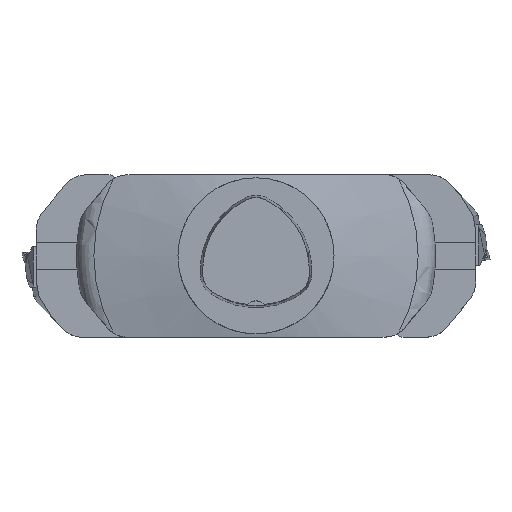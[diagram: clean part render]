
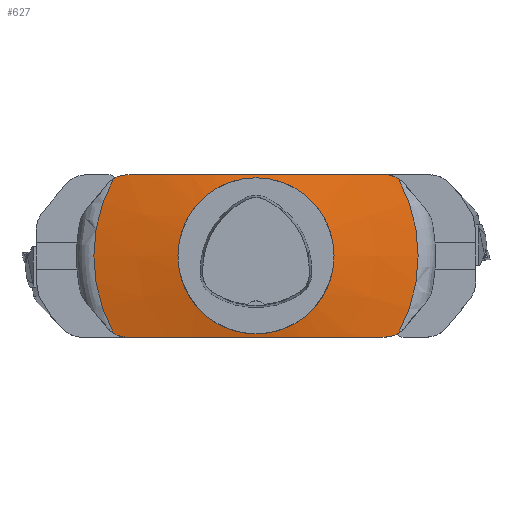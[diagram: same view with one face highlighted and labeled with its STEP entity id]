
A CAD part, top view. The second image highlights one B-rep face of the part: STEP entity #627.
In plain terms, the highlighted conical face has half-angle 78 degrees and reference radius 50 mm.
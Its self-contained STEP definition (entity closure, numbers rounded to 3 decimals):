
#454=CONICAL_SURFACE('',#3495,50.,78.);
#473=FACE_BOUND('',#1025,.T.);
#474=FACE_BOUND('',#1026,.T.);
#544=B_SPLINE_CURVE_WITH_KNOTS('',3,(#4820,#4821,#4822,#4823),
 .UNSPECIFIED.,.F.,.F.,(4,4),(0.,1.),.UNSPECIFIED.);
#547=B_SPLINE_CURVE_WITH_KNOTS('',3,(#4837,#4838,#4839,#4840),
 .UNSPECIFIED.,.F.,.F.,(4,4),(0.,1.),.UNSPECIFIED.);
#548=B_SPLINE_CURVE_WITH_KNOTS('',3,(#4846,#4847,#4848,#4849,#4850,#4851,
#4852,#4853,#4854,#4855,#4856,#4857),.UNSPECIFIED.,.F.,.F.,(4,2,2,2,2,4),
(0.,0.25,0.375,0.5,0.75,1.),.UNSPECIFIED.);
#549=B_SPLINE_CURVE_WITH_KNOTS('',3,(#4859,#4860,#4861,#4862),
 .UNSPECIFIED.,.F.,.F.,(4,4),(0.,1.),.UNSPECIFIED.);
#552=B_SPLINE_CURVE_WITH_KNOTS('',3,(#4876,#4877,#4878,#4879),
 .UNSPECIFIED.,.F.,.F.,(4,4),(0.,1.),.UNSPECIFIED.);
#553=B_SPLINE_CURVE_WITH_KNOTS('',3,(#4883,#4884,#4885,#4886,#4887,#4888,
#4889,#4890,#4891,#4892,#4893,#4894),.UNSPECIFIED.,.F.,.F.,(4,2,2,2,2,4),
(0.,0.25,0.5,0.625,0.75,1.),.UNSPECIFIED.);
#627=ADVANCED_FACE('',(#473,#474),#454,.T.);
#1025=EDGE_LOOP('',(#1483));
#1026=EDGE_LOOP('',(#1484,#1485,#1486,#1487,#1488,#1489,#1490,#1491));
#1205=CIRCLE('',#3485,103.911);
#1206=CIRCLE('',#3490,103.911);
#1207=CIRCLE('',#3494,50.);
#1483=ORIENTED_EDGE('',*,*,#2447,.T.);
#1484=ORIENTED_EDGE('',*,*,#2446,.F.);
#1485=ORIENTED_EDGE('',*,*,#2444,.T.);
#1486=ORIENTED_EDGE('',*,*,#2442,.T.);
#1487=ORIENTED_EDGE('',*,*,#2440,.T.);
#1488=ORIENTED_EDGE('',*,*,#2439,.F.);
#1489=ORIENTED_EDGE('',*,*,#2436,.T.);
#1490=ORIENTED_EDGE('',*,*,#2434,.T.);
#1491=ORIENTED_EDGE('',*,*,#2432,.T.);
#2133=VERTEX_POINT('',#4819);
#2134=VERTEX_POINT('',#4824);
#2135=VERTEX_POINT('',#4831);
#2136=VERTEX_POINT('',#4841);
#2137=VERTEX_POINT('',#4845);
#2138=VERTEX_POINT('',#4863);
#2139=VERTEX_POINT('',#4870);
#2140=VERTEX_POINT('',#4880);
#2141=VERTEX_POINT('',#4897);
#2432=EDGE_CURVE('',#2134,#2133,#544,.T.);
#2434=EDGE_CURVE('',#2135,#2134,#1205,.T.);
#2436=EDGE_CURVE('',#2136,#2135,#547,.T.);
#2439=EDGE_CURVE('',#2136,#2137,#548,.T.);
#2440=EDGE_CURVE('',#2138,#2137,#549,.T.);
#2442=EDGE_CURVE('',#2139,#2138,#1206,.T.);
#2444=EDGE_CURVE('',#2140,#2139,#552,.T.);
#2446=EDGE_CURVE('',#2140,#2133,#553,.T.);
#2447=EDGE_CURVE('',#2141,#2141,#1207,.T.);
#3485=AXIS2_PLACEMENT_3D('',#4830,#3905,#3906);
#3490=AXIS2_PLACEMENT_3D('',#4869,#3917,#3918);
#3494=AXIS2_PLACEMENT_3D('',#4896,#3926,#3927);
#3495=AXIS2_PLACEMENT_3D('',#4898,#3928,#3929);
#3905=DIRECTION('',(0.,0.,1.));
#3906=DIRECTION('',(-1.,0.,0.));
#3917=DIRECTION('',(0.,0.,1.));
#3918=DIRECTION('',(-1.,0.,0.));
#3926=DIRECTION('',(0.,0.,-1.));
#3927=DIRECTION('',(-1.,0.,0.));
#3928=DIRECTION('',(0.,0.,-1.));
#3929=DIRECTION('',(-1.,0.,0.));
#4819=CARTESIAN_POINT('',(-82.689,-52.,-47.135));
#4820=CARTESIAN_POINT('',(-91.409,-49.415,-48.459));
#4821=CARTESIAN_POINT('',(-88.798,-51.112,-48.142));
#4822=CARTESIAN_POINT('',(-85.769,-52.,-47.689));
#4823=CARTESIAN_POINT('',(-82.689,-52.,-47.135));
#4824=CARTESIAN_POINT('',(-91.409,-49.415,-48.459));
#4830=CARTESIAN_POINT('',(0.,0.,-48.459));
#4831=CARTESIAN_POINT('',(-91.409,49.415,-48.459));
#4837=CARTESIAN_POINT('',(-82.689,52.,-47.135));
#4838=CARTESIAN_POINT('',(-85.769,52.,-47.689));
#4839=CARTESIAN_POINT('',(-88.798,51.112,-48.142));
#4840=CARTESIAN_POINT('',(-91.409,49.415,-48.459));
#4841=CARTESIAN_POINT('',(-82.689,52.,-47.135));
#4845=CARTESIAN_POINT('',(82.689,52.,-47.135));
#4846=CARTESIAN_POINT('',(-82.689,52.,-47.135));
#4847=CARTESIAN_POINT('',(-69.012,52.,-44.674));
#4848=CARTESIAN_POINT('',(-55.31,52.,-42.345));
#4849=CARTESIAN_POINT('',(-34.613,52.,-39.6));
#4850=CARTESIAN_POINT('',(-27.689,52.,-38.819));
#4851=CARTESIAN_POINT('',(-13.75,52.,-37.722));
#4852=CARTESIAN_POINT('',(-6.741,52.,-37.419));
#4853=CARTESIAN_POINT('',(14.121,52.,-37.437));
#4854=CARTESIAN_POINT('',(27.902,52.,-38.707));
#4855=CARTESIAN_POINT('',(55.353,52.,-42.354));
#4856=CARTESIAN_POINT('',(69.028,52.,-44.677));
#4857=CARTESIAN_POINT('',(82.689,52.,-47.135));
#4859=CARTESIAN_POINT('',(91.409,49.415,-48.459));
#4860=CARTESIAN_POINT('',(88.798,51.112,-48.142));
#4861=CARTESIAN_POINT('',(85.769,52.,-47.689));
#4862=CARTESIAN_POINT('',(82.689,52.,-47.135));
#4863=CARTESIAN_POINT('',(91.409,49.415,-48.459));
#4869=CARTESIAN_POINT('',(0.,0.,-48.459));
#4870=CARTESIAN_POINT('',(91.409,-49.415,-48.459));
#4876=CARTESIAN_POINT('',(82.689,-52.,-47.135));
#4877=CARTESIAN_POINT('',(85.769,-52.,-47.689));
#4878=CARTESIAN_POINT('',(88.798,-51.112,-48.142));
#4879=CARTESIAN_POINT('',(91.409,-49.415,-48.459));
#4880=CARTESIAN_POINT('',(82.689,-52.,-47.135));
#4883=CARTESIAN_POINT('',(82.689,-52.,-47.135));
#4884=CARTESIAN_POINT('',(69.028,-52.,-44.677));
#4885=CARTESIAN_POINT('',(55.353,-52.,-42.354));
#4886=CARTESIAN_POINT('',(27.902,-52.,-38.707));
#4887=CARTESIAN_POINT('',(14.121,-52.,-37.437));
#4888=CARTESIAN_POINT('',(-6.741,-52.,-37.419));
#4889=CARTESIAN_POINT('',(-13.75,-52.,-37.722));
#4890=CARTESIAN_POINT('',(-27.689,-52.,-38.819));
#4891=CARTESIAN_POINT('',(-34.613,-52.,-39.6));
#4892=CARTESIAN_POINT('',(-55.31,-52.,-42.345));
#4893=CARTESIAN_POINT('',(-69.012,-52.,-44.674));
#4894=CARTESIAN_POINT('',(-82.689,-52.,-47.135));
#4896=CARTESIAN_POINT('',(0.,0.,-37.));
#4897=CARTESIAN_POINT('',(-50.,0.,-37.));
#4898=CARTESIAN_POINT('',(0.,0.,-37.));
